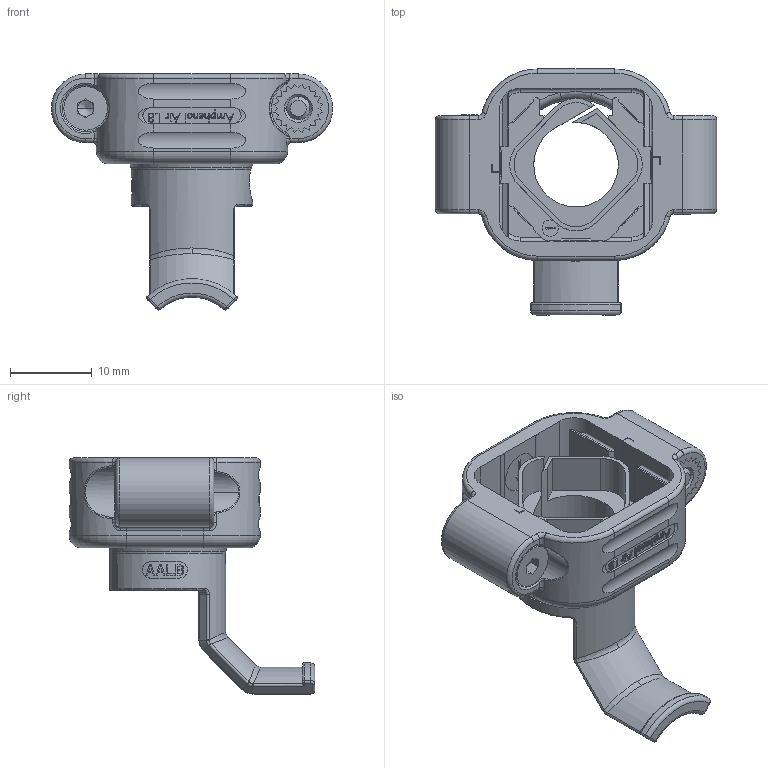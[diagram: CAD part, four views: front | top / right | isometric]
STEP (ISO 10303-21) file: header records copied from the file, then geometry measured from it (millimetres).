
FILE_DESCRIPTION((''),'2;1');
FILE_NAME('SIM2S2A27','2019-09-18T',('presta_be4'),(''),'PRO/ENGINEER BY PARAMETRIC TECHNOLOGY CORPORATION, 2014310','PRO/ENGINEER BY PARAMETRIC TECHNOLOGY CORPORATION, 2014310','');
FILE_SCHEMA(('CONFIG_CONTROL_DESIGN'));
Length unit declared in the file: millimetre
Products named in the file (1): SIM2S2A27
Bounding box: 34.4 x 30.05 x 28.88 mm (x, y, z)
Volume: 4232.1 mm3; surface area: 5261.4 mm2
Topology: 1 solids, 3 shells, 1515 faces, 4152 edges, 2694 vertices
Faces by surface type: plane 790, extrusion 322, cylinder 228, bspline 94, torus 54, cone 27
Entity records: 60991 total; most frequent: CARTESIAN_POINT 24496, ORIENTED_EDGE 8292, DIRECTION 6200, EDGE_CURVE 4146, VECTOR 2826, VERTEX_POINT 2694, LINE 2504, AXIS2_PLACEMENT_3D 1687
